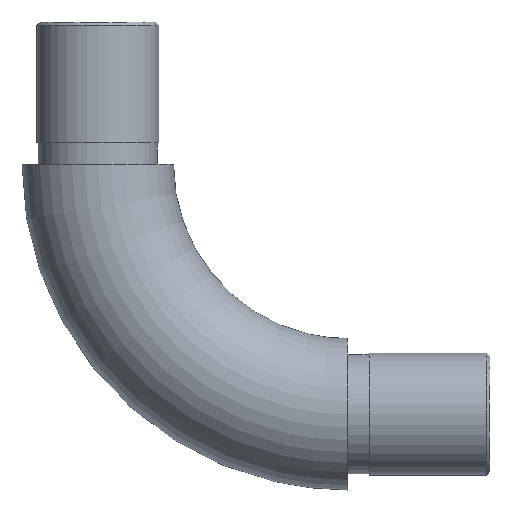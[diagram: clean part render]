
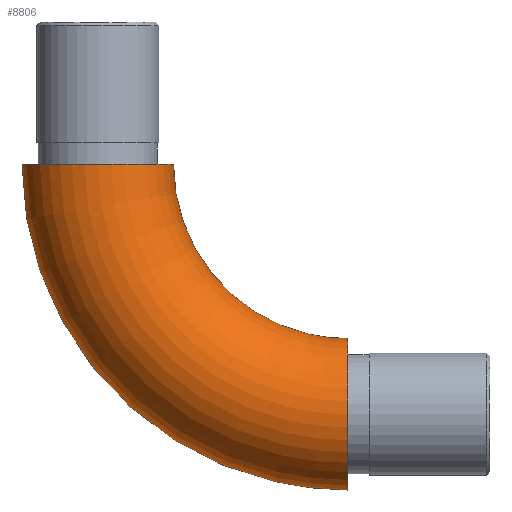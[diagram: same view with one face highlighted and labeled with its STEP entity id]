
A CAD part, left-side view. The second image highlights one B-rep face of the part: STEP entity #8806.
In plain terms, the highlighted toroidal (fillet/blend) face has major radius 35.15 mm and minor radius 10.65 mm.
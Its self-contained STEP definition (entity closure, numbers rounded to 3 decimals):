
#249 = CARTESIAN_POINT ( 'NONE',  ( 0., 0., 21.3 ) ) ;
#772 = DIRECTION ( 'NONE',  ( 0., 0., 1. ) ) ;
#858 = DIRECTION ( 'NONE',  ( 0., 1., 0. ) ) ;
#2657 = CARTESIAN_POINT ( 'NONE',  ( 0., 35.15, 45.8 ) ) ;
#3696 = ORIENTED_EDGE ( 'NONE', *, *, #8253, .F. ) ;
#3957 = DIRECTION ( 'NONE',  ( 0., 0., 1. ) ) ;
#4199 = CIRCLE ( 'NONE', #9107, 10.65 ) ;
#5203 = AXIS2_PLACEMENT_3D ( 'NONE', #2657, #3957, #5993 ) ;
#5993 = DIRECTION ( 'NONE',  ( 0., -1., 0. ) ) ;
#6218 = CARTESIAN_POINT ( 'NONE',  ( 0., 0., 10.65 ) ) ;
#7476 = DIRECTION ( 'NONE',  ( -1., 0., 0. ) ) ;
#7567 = TOROIDAL_SURFACE ( 'NONE', #12609, 35.15, 10.65 ) ;
#7903 = FACE_OUTER_BOUND ( 'NONE', #9802, .T. ) ;
#8253 = EDGE_CURVE ( 'NONE', #10662, #10662, #8773, .T. ) ;
#8339 = EDGE_CURVE ( 'NONE', #13414, #13414, #4199, .T. ) ;
#8773 = CIRCLE ( 'NONE', #5203, 10.65 ) ;
#8806 = ADVANCED_FACE ( 'NONE', ( #11956, #7903 ), #7567, .T. ) ;
#9107 = AXIS2_PLACEMENT_3D ( 'NONE', #6218, #858, #772 ) ;
#9458 = EDGE_LOOP ( 'NONE', ( #3696 ) ) ;
#9703 = DIRECTION ( 'NONE',  ( 0., 0., 1. ) ) ;
#9802 = EDGE_LOOP ( 'NONE', ( #12316 ) ) ;
#9914 = CARTESIAN_POINT ( 'NONE',  ( 0., 24.5, 45.8 ) ) ;
#10662 = VERTEX_POINT ( 'NONE', #9914 ) ;
#10755 = CARTESIAN_POINT ( 'NONE',  ( 0., 0., 45.8 ) ) ;
#11956 = FACE_OUTER_BOUND ( 'NONE', #9458, .T. ) ;
#12316 = ORIENTED_EDGE ( 'NONE', *, *, #8339, .T. ) ;
#12609 = AXIS2_PLACEMENT_3D ( 'NONE', #10755, #7476, #9703 ) ;
#13414 = VERTEX_POINT ( 'NONE', #249 ) ;
